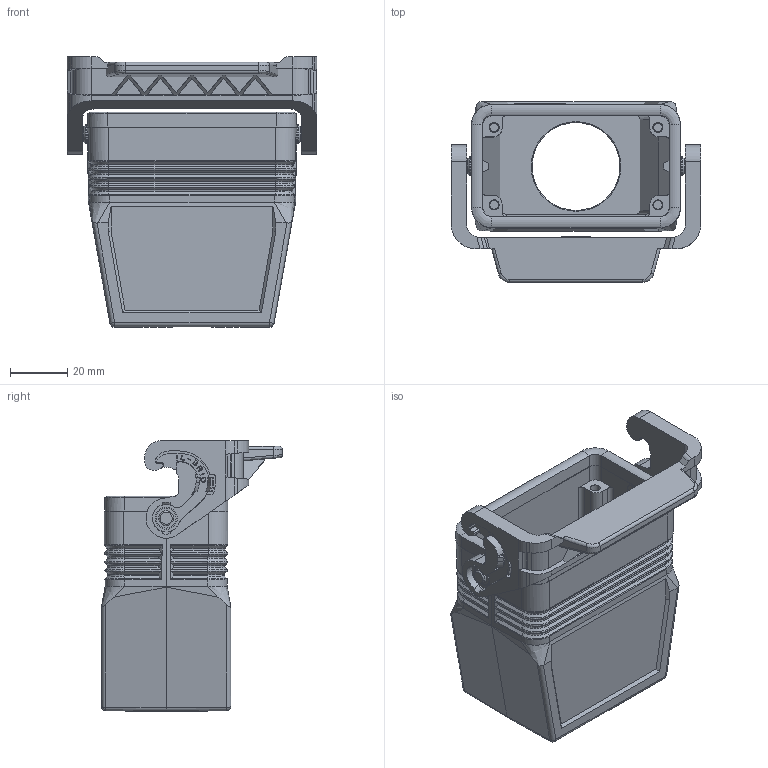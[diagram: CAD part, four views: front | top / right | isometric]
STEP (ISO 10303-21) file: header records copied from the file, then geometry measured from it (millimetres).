
FILE_DESCRIPTION(('Creo Elements/Direct Modeling STEP Export'),'2;1');
FILE_NAME('37jbk2e5ph5jecs3060','2023-03-02T11:13:51',(''),(''),'Creo Elements/Direct Modeling STEP processor for AP214 (Solid Model)','Creo Elements/Direct Modeling 20.1B 02-Apr-2019 (C) Parametric Technology GmbH','');
FILE_SCHEMA(('AUTOMOTIVE_DESIGN { 1 0 10303 214 1 1 1 1 }'));
Products named in the file (2): MLFV 10 LG32
Assembly tree (1 placements, depth 2):
  MLFV 10 LG32
    MLFV 10 LG32
Bounding box: 87 x 63 x 94.25 mm (x, y, z)
Volume: 86784.6 mm3; surface area: 45770 mm2
Topology: 1 solids, 1 shells, 1231 faces, 3217 edges, 2036 vertices
Faces by surface type: plane 708, cylinder 303, bspline 102, torus 46, cone 40, extrusion 28, sphere 4
Entity records: 71484 total; most frequent: CARTESIAN_POINT 32626, ORIENTED_EDGE 6426, DIRECTION 5485, EDGE_CURVE 3213, VECTOR 2201, LINE 2173, VERTEX_POINT 2036, AXIS2_PLACEMENT_3D 1642
